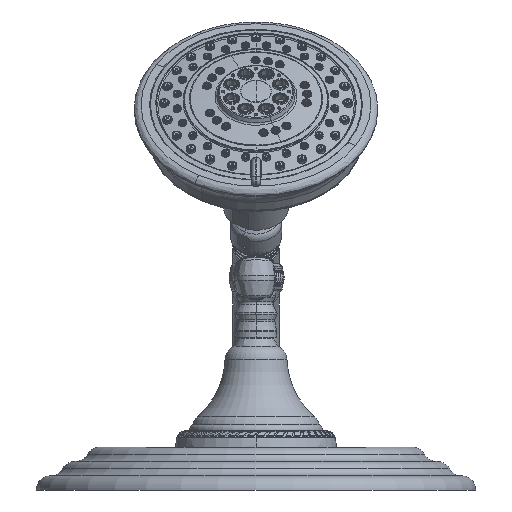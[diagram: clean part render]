
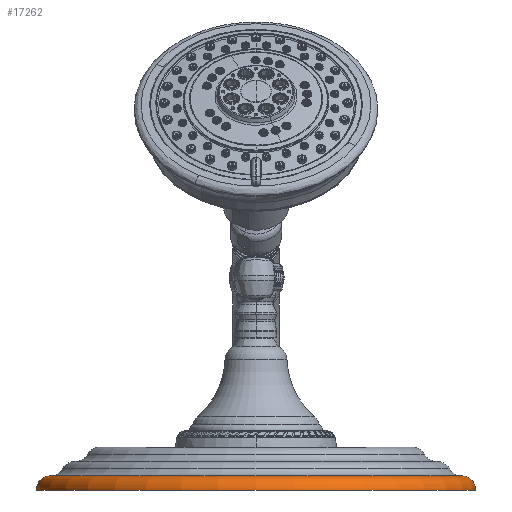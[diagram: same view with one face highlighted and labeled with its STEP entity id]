
A CAD part, front view. The second image highlights one B-rep face of the part: STEP entity #17262.
In plain terms, the highlighted toroidal (fillet/blend) face has major radius 92.075 mm and minor radius 6.35 mm.
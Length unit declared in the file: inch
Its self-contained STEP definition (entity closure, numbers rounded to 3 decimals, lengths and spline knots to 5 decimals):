
#3372=CARTESIAN_POINT('',(0.,0.,0.25));
#3373=DIRECTION('',(0.,0.,-1.));
#3374=DIRECTION('',(1.,0.,0.));
#3375=AXIS2_PLACEMENT_3D('',#3372,#3373,#3374);
#3397=CARTESIAN_POINT('',(3.625,0.,0.));
#3398=DIRECTION('',(0.,-1.,0.));
#3399=DIRECTION('',(1.,0.,0.));
#3400=AXIS2_PLACEMENT_3D('',#3397,#3398,#3399);
#3402=CARTESIAN_POINT('',(-3.625,0.,0.));
#3403=DIRECTION('',(0.,1.,0.));
#3404=DIRECTION('',(-1.,0.,0.));
#3405=AXIS2_PLACEMENT_3D('',#3402,#3403,#3404);
#3407=CARTESIAN_POINT('',(0.,0.,0.));
#3408=DIRECTION('',(0.,0.,-1.));
#3409=DIRECTION('',(1.,0.,0.));
#3410=AXIS2_PLACEMENT_3D('',#3407,#3408,#3409);
#14173=CARTESIAN_POINT('',(3.625,0.,0.25));
#14175=VERTEX_POINT('',#14173);
#14183=CARTESIAN_POINT('',(-3.625,0.,0.25));
#14185=VERTEX_POINT('',#14183);
#14757=CARTESIAN_POINT('',(3.875,0.,0.));
#14758=CARTESIAN_POINT('',(-3.875,0.,0.));
#14759=VERTEX_POINT('',#14757);
#14760=VERTEX_POINT('',#14758);
#17251=CARTESIAN_POINT('',(0.,0.,0.));
#17252=DIRECTION('',(0.,0.,-1.));
#17253=DIRECTION('',(-1.,0.,0.));
#17254=AXIS2_PLACEMENT_3D('',#17251,#17252,#17253);
#17255=TOROIDAL_SURFACE('',#17254,3.625,0.25);
#17256=ORIENTED_EDGE('',*,*,#17245,.T.);
#17257=ORIENTED_EDGE('',*,*,#17235,.T.);
#17258=ORIENTED_EDGE('',*,*,#17204,.F.);
#17259=ORIENTED_EDGE('',*,*,#17232,.F.);
#17260=EDGE_LOOP('',(#17256,#17257,#17258,#17259));
#17261=FACE_OUTER_BOUND('',#17260,.F.);
#17262=ADVANCED_FACE('',(#17261),#17255,.T.);
#3376=CIRCLE('',#3375,3.625);
#3401=CIRCLE('',#3400,0.25);
#3406=CIRCLE('',#3405,0.25);
#3411=CIRCLE('',#3410,3.875);
#17204=EDGE_CURVE('',#14175,#14185,#3376,.T.);
#17232=EDGE_CURVE('',#14759,#14175,#3401,.T.);
#17235=EDGE_CURVE('',#14760,#14185,#3406,.T.);
#17245=EDGE_CURVE('',#14759,#14760,#3411,.T.);
